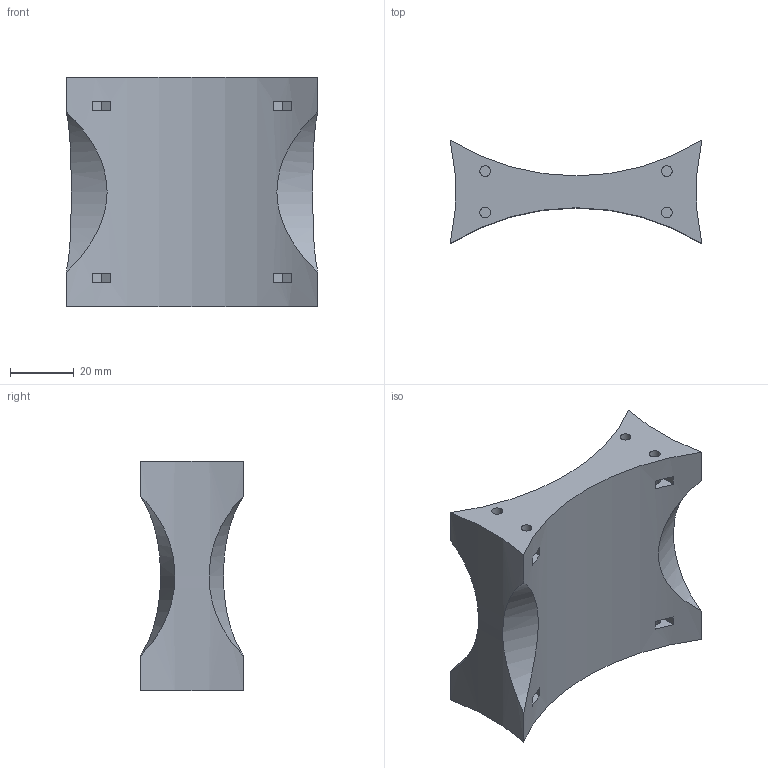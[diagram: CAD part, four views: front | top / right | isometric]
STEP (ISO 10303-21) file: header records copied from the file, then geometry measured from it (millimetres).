
FILE_DESCRIPTION(('FreeCAD Model'),'2;1');
FILE_NAME('Open CASCADE Shape Model','2022-08-01T22:10:41',(''),(''), 'Open CASCADE STEP processor 7.6','FreeCAD','Unknown');
FILE_SCHEMA(('AUTOMOTIVE_DESIGN { 1 0 10303 214 1 1 1 1 }'));
Length unit declared in the file: millimetre
Products named in the file (1): Art2BodyUnion
Bounding box: 79 x 32.49 x 72 mm (x, y, z)
Volume: 83201.6 mm3; surface area: 20581.6 mm2
Topology: 1 solids, 1 shells, 82 faces, 200 edges, 136 vertices
Faces by surface type: plane 58, cylinder 24
Full cylindrical faces by diameter (mm): 3.4 x16
Entity records: 5894 total; most frequent: CARTESIAN_POINT 1803, DIRECTION 750, LINE 440, VECTOR 440, ORIENTED_EDGE 400, PCURVE 400, DEFINITIONAL_REPRESENTATION 400, EDGE_CURVE 200
